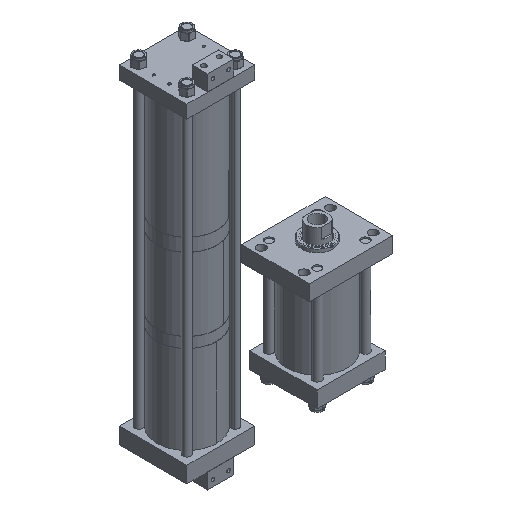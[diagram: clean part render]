
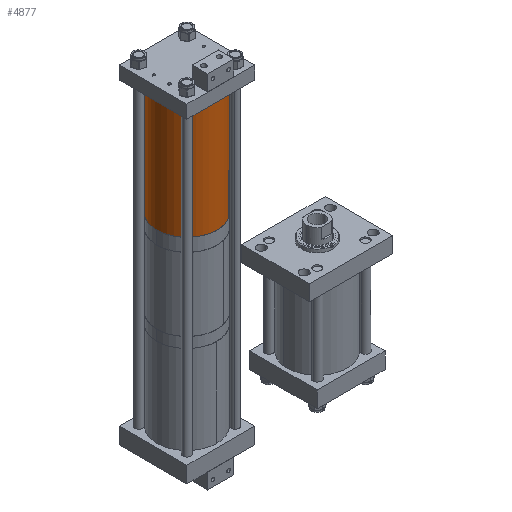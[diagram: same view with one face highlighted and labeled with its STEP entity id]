
A CAD part, isometric view. The second image highlights one B-rep face of the part: STEP entity #4877.
In plain terms, the highlighted cylindrical face has radius 73.025 mm (diameter 146.05 mm), a partial arc.
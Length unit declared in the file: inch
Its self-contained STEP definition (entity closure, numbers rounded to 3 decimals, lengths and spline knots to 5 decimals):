
#434 = FACE_OUTER_BOUND ( 'NONE', #7338, .T. ) ;
#510 = CIRCLE ( 'NONE', #3422, 2.875 ) ;
#792 = EDGE_CURVE ( 'NONE', #14778, #13616, #12292, .T. ) ;
#843 = CARTESIAN_POINT ( 'NONE',  ( -2.875, 0., 11.027 ) ) ;
#1008 = DIRECTION ( 'NONE',  ( 0., 0., -1. ) ) ;
#1275 = ORIENTED_EDGE ( 'NONE', *, *, #11206, .T. ) ;
#1326 = DIRECTION ( 'NONE',  ( 0., 0., -1. ) ) ;
#1481 = CARTESIAN_POINT ( 'NONE',  ( 0., 0., 11.027 ) ) ;
#1754 = DIRECTION ( 'NONE',  ( 1., 0., 0. ) ) ;
#2562 = DIRECTION ( 'NONE',  ( -1., 0., 0. ) ) ;
#2823 = CIRCLE ( 'NONE', #10168, 2.875 ) ;
#3293 = AXIS2_PLACEMENT_3D ( 'NONE', #12097, #1326, #2562 ) ;
#3422 = AXIS2_PLACEMENT_3D ( 'NONE', #1481, #9945, #5139 ) ;
#3611 = VERTEX_POINT ( 'NONE', #12739 ) ;
#3832 = LINE ( 'NONE', #13143, #4966 ) ;
#4268 = DIRECTION ( 'NONE',  ( 0., 0., -1. ) ) ;
#4877 = ADVANCED_FACE ( 'NONE', ( #434 ), #7801, .T. ) ;
#4966 = VECTOR ( 'NONE', #1008, 39.37008 ) ;
#5139 = DIRECTION ( 'NONE',  ( 1., 0., 0. ) ) ;
#5670 = ORIENTED_EDGE ( 'NONE', *, *, #12376, .F. ) ;
#7338 = EDGE_LOOP ( 'NONE', ( #5670, #7704, #1275, #12230 ) ) ;
#7682 = CARTESIAN_POINT ( 'NONE',  ( 2.875, 0., 11.027 ) ) ;
#7704 = ORIENTED_EDGE ( 'NONE', *, *, #8889, .T. ) ;
#7755 = CARTESIAN_POINT ( 'NONE',  ( 0., 0., 0. ) ) ;
#7801 = CYLINDRICAL_SURFACE ( 'NONE', #3293, 2.875 ) ;
#8889 = EDGE_CURVE ( 'NONE', #15137, #3611, #3832, .T. ) ;
#8971 = DIRECTION ( 'NONE',  ( 0., 0., 1. ) ) ;
#9138 = CARTESIAN_POINT ( 'NONE',  ( -2.875, 0., 11.027 ) ) ;
#9945 = DIRECTION ( 'NONE',  ( 0., 0., 1. ) ) ;
#10168 = AXIS2_PLACEMENT_3D ( 'NONE', #7755, #8971, #1754 ) ;
#10180 = CARTESIAN_POINT ( 'NONE',  ( -2.875, 0., 0. ) ) ;
#11206 = EDGE_CURVE ( 'NONE', #3611, #13616, #2823, .T. ) ;
#12097 = CARTESIAN_POINT ( 'NONE',  ( 0., 0., 11.027 ) ) ;
#12230 = ORIENTED_EDGE ( 'NONE', *, *, #792, .F. ) ;
#12292 = LINE ( 'NONE', #9138, #13028 ) ;
#12376 = EDGE_CURVE ( 'NONE', #15137, #14778, #510, .T. ) ;
#12739 = CARTESIAN_POINT ( 'NONE',  ( 2.875, 0., 0. ) ) ;
#13028 = VECTOR ( 'NONE', #4268, 39.37008 ) ;
#13143 = CARTESIAN_POINT ( 'NONE',  ( 2.875, 0., 11.027 ) ) ;
#13616 = VERTEX_POINT ( 'NONE', #10180 ) ;
#14778 = VERTEX_POINT ( 'NONE', #843 ) ;
#15137 = VERTEX_POINT ( 'NONE', #7682 ) ;
